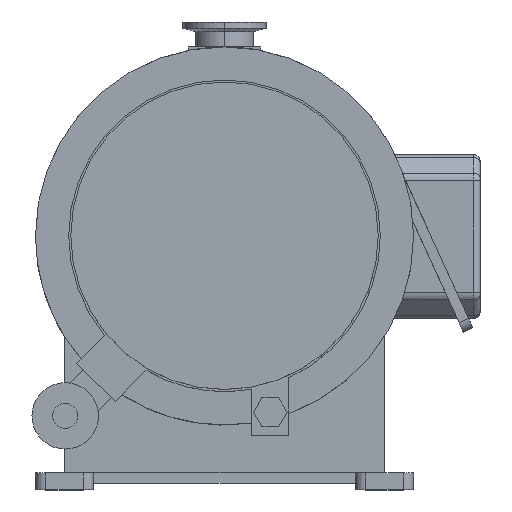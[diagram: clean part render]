
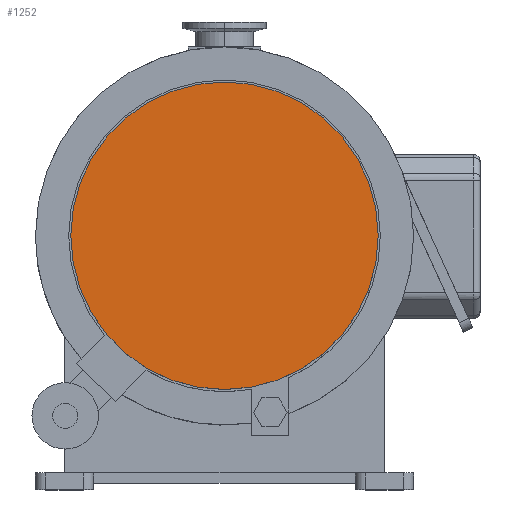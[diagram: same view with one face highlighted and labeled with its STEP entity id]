
A CAD part, top view. The second image highlights one B-rep face of the part: STEP entity #1252.
In plain terms, the highlighted planar face has unit normal (0, 0, 1).
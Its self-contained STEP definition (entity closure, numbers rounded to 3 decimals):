
#828 = EDGE_CURVE ( 'NONE', #829, #830, #3638, .T. ) ;
#829 = VERTEX_POINT ( 'NONE', #3634 ) ;
#830 = VERTEX_POINT ( 'NONE', #3694 ) ;
#1192 = EDGE_CURVE ( 'NONE', #830, #829, #4300, .T. ) ;
#1195 = EDGE_LOOP ( 'NONE', ( #1253, #1254 ) ) ;
#1252 = ADVANCED_FACE ( 'NONE', ( #4411 ), #4410, .T. ) ;
#1253 = ORIENTED_EDGE ( 'NONE', *, *, #1192, .T. ) ;
#1254 = ORIENTED_EDGE ( 'NONE', *, *, #828, .T. ) ;
#3634 = CARTESIAN_POINT ( 'NONE',  ( 74., 0., 96.9 ) ) ;
#3635 = DIRECTION ( 'NONE',  ( 1., 0., 0. ) ) ;
#3636 = DIRECTION ( 'NONE',  ( 0., 0., 1. ) ) ;
#3637 = AXIS2_PLACEMENT_3D ( 'NONE', #3643, #3636, #3635 ) ;
#3638 = CIRCLE ( 'NONE', #3637, 74. ) ;
#3643 = CARTESIAN_POINT ( 'NONE',  ( 0., 0., 96.9 ) ) ;
#3694 = CARTESIAN_POINT ( 'NONE',  ( -74., 0., 96.9 ) ) ;
#4300 = CIRCLE ( 'NONE', #4359, 74. ) ;
#4356 = DIRECTION ( 'NONE',  ( 1., 0., 0. ) ) ;
#4357 = DIRECTION ( 'NONE',  ( 0., 0., 1. ) ) ;
#4358 = CARTESIAN_POINT ( 'NONE',  ( 0., 0., 96.9 ) ) ;
#4359 = AXIS2_PLACEMENT_3D ( 'NONE', #4358, #4357, #4356 ) ;
#4406 = DIRECTION ( 'NONE',  ( 1., 0., 0. ) ) ;
#4407 = DIRECTION ( 'NONE',  ( 0., 0., 1. ) ) ;
#4408 = CARTESIAN_POINT ( 'NONE',  ( 0., 0., 96.9 ) ) ;
#4409 = AXIS2_PLACEMENT_3D ( 'NONE', #4408, #4407, #4406 ) ;
#4410 = PLANE ( 'NONE',  #4409 ) ;
#4411 = FACE_OUTER_BOUND ( 'NONE', #1195, .T. ) ;
